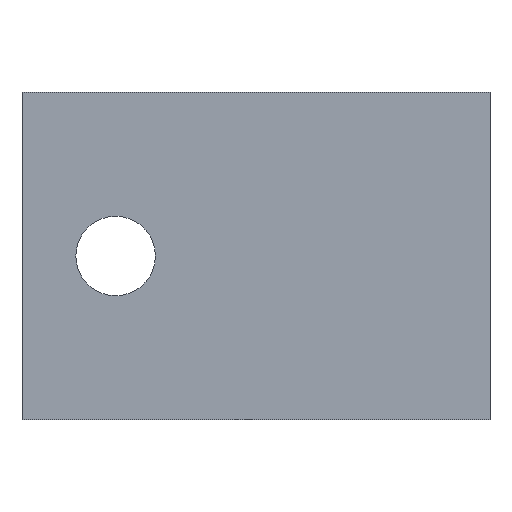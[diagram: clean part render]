
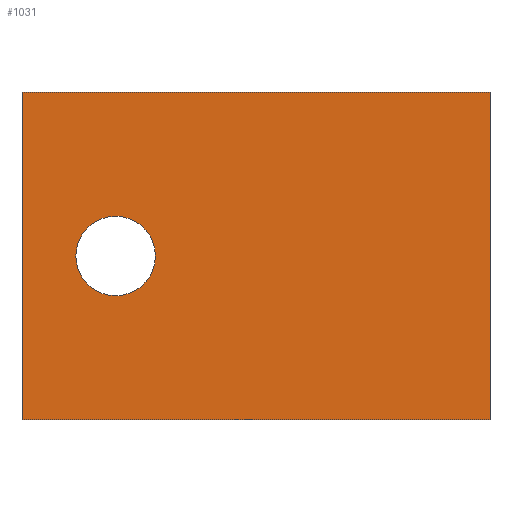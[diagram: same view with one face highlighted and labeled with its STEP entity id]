
A CAD part, front view. The second image highlights one B-rep face of the part: STEP entity #1031.
In plain terms, the highlighted planar face has unit normal (0, -1, 0).
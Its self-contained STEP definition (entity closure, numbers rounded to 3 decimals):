
#44 = DIRECTION ( 'NONE',  ( 0., 0., 1. ) ) ;
#45 = DIRECTION ( 'NONE',  ( 0., 1., 0. ) ) ;
#50 = CARTESIAN_POINT ( 'NONE',  ( 50.785, 80.422, 35. ) ) ;
#54 = PLANE ( 'NONE',  #215 ) ;
#63 = DIRECTION ( 'NONE',  ( 1., 0., 0. ) ) ;
#68 = CARTESIAN_POINT ( 'NONE',  ( 50.785, 80.422, 35. ) ) ;
#188 = DIRECTION ( 'NONE',  ( 0., 0., 1. ) ) ;
#189 = DIRECTION ( 'NONE',  ( 0., -1., 0. ) ) ;
#190 = CARTESIAN_POINT ( 'NONE',  ( 10.785, 80.422, 17.5 ) ) ;
#215 = AXIS2_PLACEMENT_3D ( 'NONE', #50, #45, #44 ) ;
#246 = AXIS2_PLACEMENT_3D ( 'NONE', #190, #189, #188 ) ;
#254 = AXIS2_PLACEMENT_3D ( 'NONE', #337, #336, #335 ) ;
#272 = EDGE_CURVE ( 'NONE', #861, #807, #782, .T. ) ;
#278 = EDGE_CURVE ( 'NONE', #929, #861, #718, .T. ) ;
#333 = DIRECTION ( 'NONE',  ( 0., 0., -1. ) ) ;
#334 = CARTESIAN_POINT ( 'NONE',  ( 50.785, 80.422, 35. ) ) ;
#335 = DIRECTION ( 'NONE',  ( 0., 0., 1. ) ) ;
#336 = DIRECTION ( 'NONE',  ( 0., -1., 0. ) ) ;
#337 = CARTESIAN_POINT ( 'NONE',  ( 10.785, 80.422, 17.5 ) ) ;
#413 = CARTESIAN_POINT ( 'NONE',  ( 0.785, 80.422, 35. ) ) ;
#415 = CARTESIAN_POINT ( 'NONE',  ( 50.785, 80.422, 0. ) ) ;
#429 = CARTESIAN_POINT ( 'NONE',  ( 50.785, 80.422, 35. ) ) ;
#432 = CARTESIAN_POINT ( 'NONE',  ( 0.785, 80.422, 0. ) ) ;
#434 = CARTESIAN_POINT ( 'NONE',  ( 15.035, 80.422, 17.5 ) ) ;
#445 = CARTESIAN_POINT ( 'NONE',  ( 50.785, 80.422, 0. ) ) ;
#450 = CARTESIAN_POINT ( 'NONE',  ( 6.535, 80.422, 17.5 ) ) ;
#473 = DIRECTION ( 'NONE',  ( 0., 0., -1. ) ) ;
#479 = CARTESIAN_POINT ( 'NONE',  ( 0.785, 80.422, 35. ) ) ;
#489 = DIRECTION ( 'NONE',  ( 1., 0., 0. ) ) ;
#610 = EDGE_LOOP ( 'NONE', ( #811, #820, #749, #692 ) ) ;
#613 = EDGE_LOOP ( 'NONE', ( #772, #668 ) ) ;
#668 = ORIENTED_EDGE ( 'NONE', *, *, #966, .F. ) ;
#670 = CIRCLE ( 'NONE', #254, 4.25 ) ;
#692 = ORIENTED_EDGE ( 'NONE', *, *, #278, .T. ) ;
#714 = FACE_BOUND ( 'NONE', #613, .T. ) ;
#718 = LINE ( 'NONE', #479, #832 ) ;
#735 = FACE_OUTER_BOUND ( 'NONE', #610, .T. ) ;
#742 = VERTEX_POINT ( 'NONE', #450 ) ;
#749 = ORIENTED_EDGE ( 'NONE', *, *, #986, .F. ) ;
#768 = VECTOR ( 'NONE', #333, 1000. ) ;
#772 = ORIENTED_EDGE ( 'NONE', *, *, #995, .F. ) ;
#777 = LINE ( 'NONE', #334, #768 ) ;
#782 = LINE ( 'NONE', #415, #856 ) ;
#807 = VERTEX_POINT ( 'NONE', #445 ) ;
#811 = ORIENTED_EDGE ( 'NONE', *, *, #272, .T. ) ;
#820 = ORIENTED_EDGE ( 'NONE', *, *, #968, .F. ) ;
#832 = VECTOR ( 'NONE', #473, 1000. ) ;
#847 = CIRCLE ( 'NONE', #246, 4.25 ) ;
#856 = VECTOR ( 'NONE', #489, 1000. ) ;
#861 = VERTEX_POINT ( 'NONE', #432 ) ;
#873 = VECTOR ( 'NONE', #63, 1000. ) ;
#877 = LINE ( 'NONE', #68, #873 ) ;
#892 = VERTEX_POINT ( 'NONE', #434 ) ;
#904 = VERTEX_POINT ( 'NONE', #429 ) ;
#929 = VERTEX_POINT ( 'NONE', #413 ) ;
#966 = EDGE_CURVE ( 'NONE', #892, #742, #670, .T. ) ;
#968 = EDGE_CURVE ( 'NONE', #904, #807, #777, .T. ) ;
#986 = EDGE_CURVE ( 'NONE', #929, #904, #877, .T. ) ;
#995 = EDGE_CURVE ( 'NONE', #742, #892, #847, .T. ) ;
#1031 = ADVANCED_FACE ( 'NONE', ( #735, #714 ), #54, .F. ) ;
